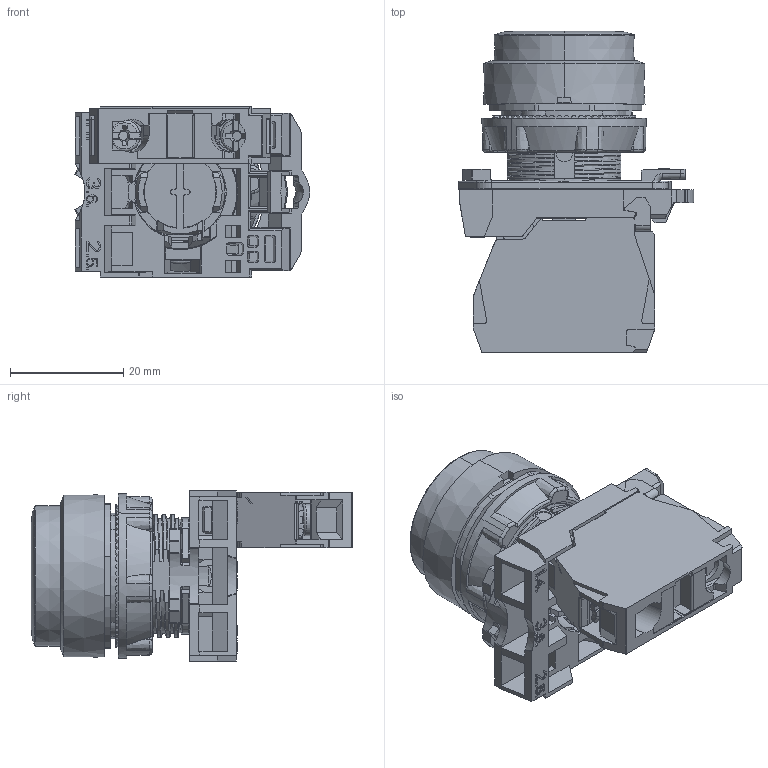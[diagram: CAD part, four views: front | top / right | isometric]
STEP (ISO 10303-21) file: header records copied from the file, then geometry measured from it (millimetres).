
FILE_DESCRIPTION((''),'2;1');
FILE_NAME('XB5AL31_ASM','2023-07-04T',('Administrator'),('zyb.com'),'PRO/ENGINEER BY PARAMETRIC TECHNOLOGY CORPORATION, 2010280','PRO/ENGINEER BY PARAMETRIC TECHNOLOGY CORPORATION, 2010280','');
FILE_SCHEMA(('AUTOMOTIVE_DESIGN { 1 0 10303 214 1 1 1 1 }'));
Length unit declared in the file: millimetre
Products named in the file (4): ZB5AZ009; ZBE101; ZB5AL3C; XB5AL31_ASM
Assembly tree (3 placements, depth 2):
  XB5AL31_ASM
    ZB5AZ009
    ZBE101
    ZB5AL3C
Bounding box: 41.43 x 56.59 x 30 mm (x, y, z)
Volume: 23018.9 mm3; surface area: 16451.7 mm2
Topology: 13 solids, 20 shells, 3327 faces, 9226 edges, 5970 vertices
Faces by surface type: plane 1865, cylinder 796, bspline 397, cone 147, torus 94, sphere 28
Entity records: 155218 total; most frequent: CARTESIAN_POINT 49323, ORIENTED_EDGE 18444, DIRECTION 15299, EDGE_CURVE 9222, VERTEX_POINT 5970, VECTOR 5855, LINE 5855, AXIS2_PLACEMENT_3D 4722
